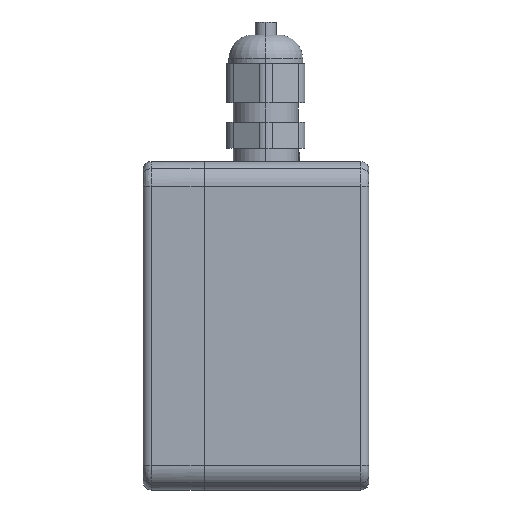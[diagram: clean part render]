
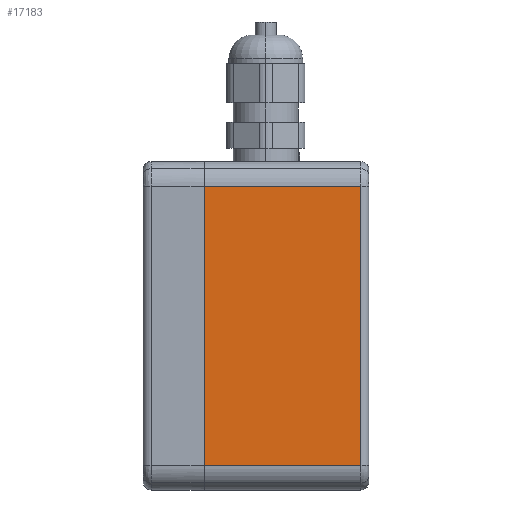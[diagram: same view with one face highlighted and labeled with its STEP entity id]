
A CAD part, left-side view. The second image highlights one B-rep face of the part: STEP entity #17183.
In plain terms, the highlighted planar face has unit normal (-1, 0, 0).
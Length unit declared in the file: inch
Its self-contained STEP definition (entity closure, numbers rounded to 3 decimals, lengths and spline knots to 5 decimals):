
#686 = EDGE_CURVE ( 'NONE', #10707, #11196, #7836, .T. ) ;
#909 = VERTEX_POINT ( 'NONE', #17099 ) ;
#1488 = CARTESIAN_POINT ( 'NONE',  ( -2.36187, 0.07874, 1.33841 ) ) ;
#1744 = CARTESIAN_POINT ( 'NONE',  ( -2.36187, 1.5748, 0. ) ) ;
#2645 = CARTESIAN_POINT ( 'NONE',  ( -2.36187, 0.07874, -1.33841 ) ) ;
#3106 = CARTESIAN_POINT ( 'NONE',  ( -2.36187, 0.07874, 1.33841 ) ) ;
#3451 = CARTESIAN_POINT ( 'NONE',  ( -2.36187, 0.07874, -1.33841 ) ) ;
#3940 = CARTESIAN_POINT ( 'NONE',  ( -2.36187, 1.5748, 1.33841 ) ) ;
#4378 = DIRECTION ( 'NONE',  ( 0., 0., -1. ) ) ;
#5280 = ORIENTED_EDGE ( 'NONE', *, *, #15457, .T. ) ;
#6189 = VECTOR ( 'NONE', #17184, 39.37008 ) ;
#7438 = VECTOR ( 'NONE', #7552, 39.37008 ) ;
#7552 = DIRECTION ( 'NONE',  ( 0., -1., 0. ) ) ;
#7805 = EDGE_LOOP ( 'NONE', ( #5280, #15465, #15264, #15734 ) ) ;
#7836 = LINE ( 'NONE', #3106, #14132 ) ;
#7899 = FACE_OUTER_BOUND ( 'NONE', #7805, .T. ) ;
#9172 = CARTESIAN_POINT ( 'NONE',  ( -2.36187, 0.07874, 1.33841 ) ) ;
#9279 = LINE ( 'NONE', #1744, #6189 ) ;
#9390 = VECTOR ( 'NONE', #12054, 39.37008 ) ;
#10686 = EDGE_CURVE ( 'NONE', #909, #11818, #9279, .T. ) ;
#10707 = VERTEX_POINT ( 'NONE', #3451 ) ;
#11196 = VERTEX_POINT ( 'NONE', #1488 ) ;
#11818 = VERTEX_POINT ( 'NONE', #3940 ) ;
#12054 = DIRECTION ( 'NONE',  ( 0., -1., 0. ) ) ;
#12284 = CARTESIAN_POINT ( 'NONE',  ( -2.36187, 0.07874, -1.33841 ) ) ;
#14132 = VECTOR ( 'NONE', #15342, 39.37008 ) ;
#14856 = AXIS2_PLACEMENT_3D ( 'NONE', #12284, #18104, #4378 ) ;
#15264 = ORIENTED_EDGE ( 'NONE', *, *, #15574, .F. ) ;
#15342 = DIRECTION ( 'NONE',  ( 0., 0., 1. ) ) ;
#15457 = EDGE_CURVE ( 'NONE', #909, #10707, #17763, .T. ) ;
#15465 = ORIENTED_EDGE ( 'NONE', *, *, #686, .T. ) ;
#15574 = EDGE_CURVE ( 'NONE', #11818, #11196, #18648, .T. ) ;
#15734 = ORIENTED_EDGE ( 'NONE', *, *, #10686, .F. ) ;
#16807 = PLANE ( 'NONE',  #14856 ) ;
#17099 = CARTESIAN_POINT ( 'NONE',  ( -2.36187, 1.5748, -1.33841 ) ) ;
#17183 = ADVANCED_FACE ( 'NONE', ( #7899 ), #16807, .F. ) ;
#17184 = DIRECTION ( 'NONE',  ( 0., 0., 1. ) ) ;
#17763 = LINE ( 'NONE', #2645, #9390 ) ;
#18104 = DIRECTION ( 'NONE',  ( 1., 0., 0. ) ) ;
#18648 = LINE ( 'NONE', #9172, #7438 ) ;
